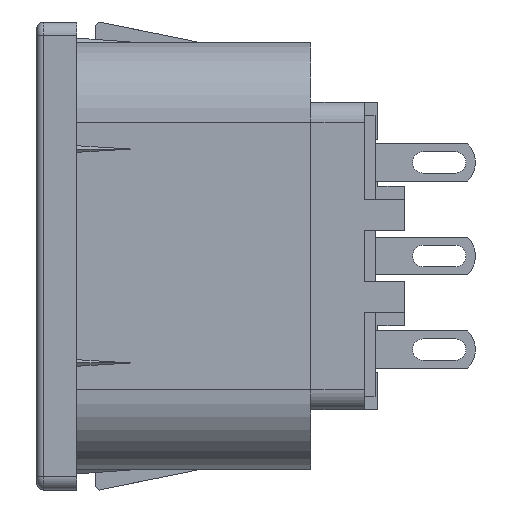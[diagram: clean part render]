
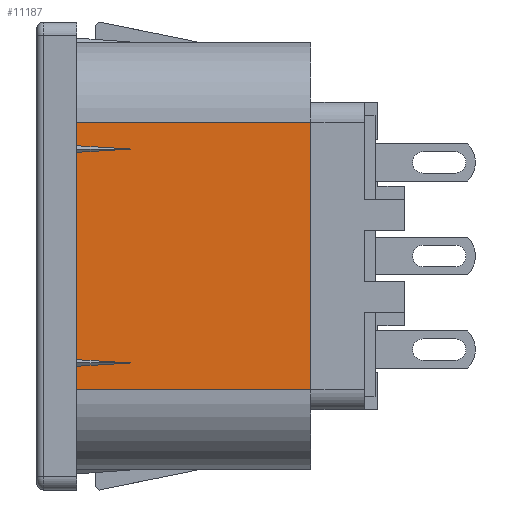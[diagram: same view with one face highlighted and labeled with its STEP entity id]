
A CAD part, left-side view. The second image highlights one B-rep face of the part: STEP entity #11187.
In plain terms, the highlighted planar face has unit normal (-1, 0, 0).
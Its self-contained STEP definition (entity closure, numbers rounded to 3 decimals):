
#2188 = VECTOR ( 'NONE', #49910, 1000. ) ;
#3743 = DIRECTION ( 'NONE',  ( 0., 0., -1. ) ) ;
#4739 = DIRECTION ( 'NONE',  ( 1., 0., 0. ) ) ;
#5270 = LINE ( 'NONE', #15129, #16062 ) ;
#7976 = VERTEX_POINT ( 'NONE', #23299 ) ;
#8237 = CARTESIAN_POINT ( 'NONE',  ( -22.35, -17.5, -10. ) ) ;
#10783 = FACE_OUTER_BOUND ( 'NONE', #52752, .T. ) ;
#11187 = ADVANCED_FACE ( 'NONE', ( #10783 ), #32290, .F. ) ;
#11586 = VECTOR ( 'NONE', #40716, 1000. ) ;
#12103 = ORIENTED_EDGE ( 'NONE', *, *, #46819, .T. ) ;
#13099 = CARTESIAN_POINT ( 'NONE',  ( -22.35, -17.5, 10. ) ) ;
#13214 = CARTESIAN_POINT ( 'NONE',  ( -22.35, -17.5, -10. ) ) ;
#15129 = CARTESIAN_POINT ( 'NONE',  ( -22.35, 40.751, 10. ) ) ;
#16062 = VECTOR ( 'NONE', #19758, 1000. ) ;
#18760 = LINE ( 'NONE', #40620, #2188 ) ;
#19758 = DIRECTION ( 'NONE',  ( 0., 1., 0. ) ) ;
#20363 = VECTOR ( 'NONE', #3743, 1000. ) ;
#20674 = EDGE_CURVE ( 'NONE', #29546, #38638, #5270, .T. ) ;
#22112 = EDGE_CURVE ( 'NONE', #25094, #29546, #37432, .T. ) ;
#23299 = CARTESIAN_POINT ( 'NONE',  ( -22.35, 0., -10. ) ) ;
#25094 = VERTEX_POINT ( 'NONE', #8237 ) ;
#29546 = VERTEX_POINT ( 'NONE', #13099 ) ;
#29858 = ORIENTED_EDGE ( 'NONE', *, *, #20674, .T. ) ;
#32290 = PLANE ( 'NONE',  #33680 ) ;
#32845 = ORIENTED_EDGE ( 'NONE', *, *, #55149, .T. ) ;
#33680 = AXIS2_PLACEMENT_3D ( 'NONE', #50575, #4739, #36871 ) ;
#36871 = DIRECTION ( 'NONE',  ( 0., 0., -1. ) ) ;
#37432 = LINE ( 'NONE', #13214, #11586 ) ;
#38291 = CARTESIAN_POINT ( 'NONE',  ( -22.35, 0., 10. ) ) ;
#38638 = VERTEX_POINT ( 'NONE', #38291 ) ;
#40620 = CARTESIAN_POINT ( 'NONE',  ( -22.35, 40.751, -10. ) ) ;
#40716 = DIRECTION ( 'NONE',  ( 0., 0., 1. ) ) ;
#46819 = EDGE_CURVE ( 'NONE', #38638, #7976, #57020, .T. ) ;
#49910 = DIRECTION ( 'NONE',  ( 0., -1., 0. ) ) ;
#50575 = CARTESIAN_POINT ( 'NONE',  ( -22.35, 40.751, 16. ) ) ;
#52752 = EDGE_LOOP ( 'NONE', ( #12103, #32845, #54799, #29858 ) ) ;
#54194 = CARTESIAN_POINT ( 'NONE',  ( -22.35, 0., 16. ) ) ;
#54799 = ORIENTED_EDGE ( 'NONE', *, *, #22112, .T. ) ;
#55149 = EDGE_CURVE ( 'NONE', #7976, #25094, #18760, .T. ) ;
#57020 = LINE ( 'NONE', #54194, #20363 ) ;
